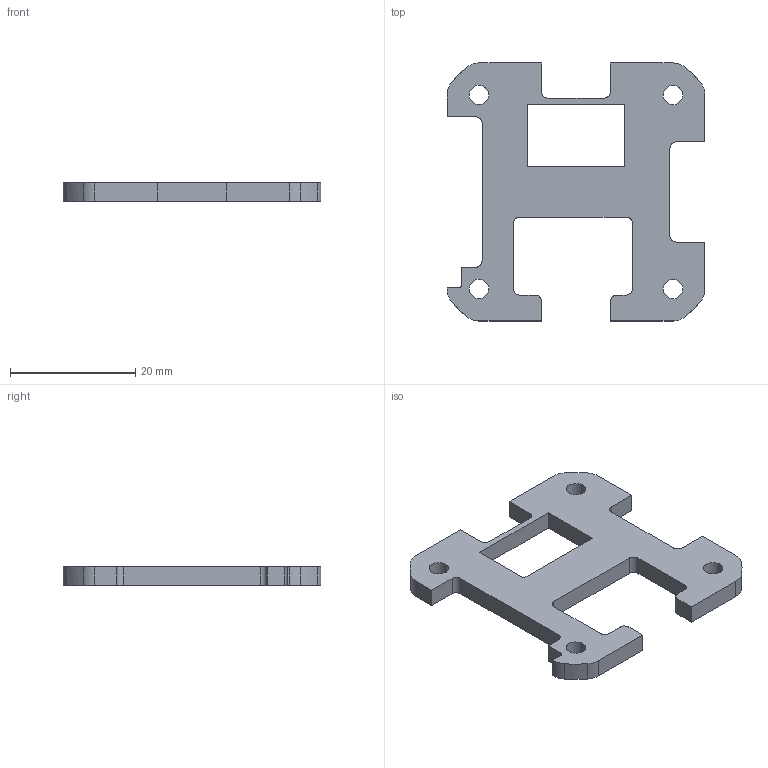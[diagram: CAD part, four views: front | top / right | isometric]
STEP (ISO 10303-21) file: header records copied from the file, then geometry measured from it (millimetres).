
FILE_DESCRIPTION(/* description */ (''),/* implementation_level */ '2;1');
FILE_NAME(/* name */ '上盖',/* time_stamp */ '2021-11-13T17:14:28+08:00',/* author */ (''),/* organization */ (''),/* preprocessor_version */ 'ST-DEVELOPER v16.5',/* originating_system */ '',/* authorisation */ '');
FILE_SCHEMA (('AUTOMOTIVE_DESIGN'));
Length unit declared in the file: millimetre
Products named in the file (1): Document
Bounding box: 41.2 x 41.2 x 3 mm (x, y, z)
Volume: 2724.7 mm3; surface area: 2783 mm2
Topology: 1 solids, 1 shells, 65 faces, 189 edges, 126 vertices
Faces by surface type: cylinder 33, plane 32
Entity records: 1929 total; most frequent: CARTESIAN_POINT 669, ORIENTED_EDGE 378, EDGE_CURVE 189, VERTEX_POINT 126, B_SPLINE_CURVE_WITH_KNOTS 123, EDGE_LOOP 75, DIRECTION 69, AXIS2_PLACEMENT_3D 67
